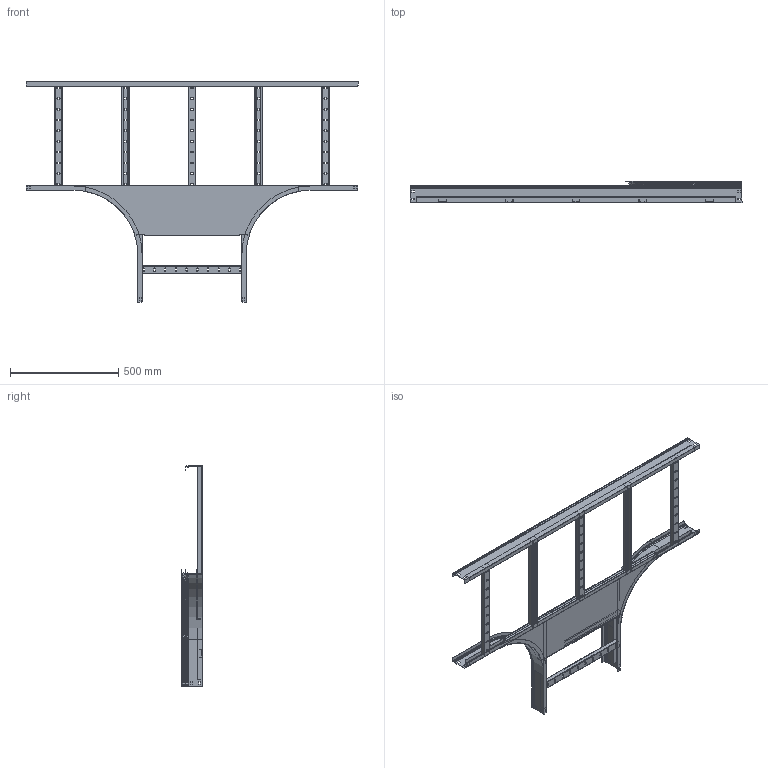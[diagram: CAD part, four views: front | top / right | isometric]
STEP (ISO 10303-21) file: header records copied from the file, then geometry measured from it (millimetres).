
FILE_DESCRIPTION (( 'STEP AP214' ), '1' );
FILE_NAME ('CRT04-4-80x500.STEP', '2021-03-10T06:20:40', ( '' ), ( '' ), 'SwSTEP 2.0', 'SolidWorks 2017', '' );
FILE_SCHEMA (( 'AUTOMOTIVE_DESIGN' ));
Length unit declared in the file: millimetre
Products named in the file (10): ÊÈÂÀ 195.01.05 Ï-ïðîôèëü_îòâ_ö_00_668.2; 岓臍 195.01.01_呧翲歑鍙 摳賧禖嶱闅槂鐻00_-01; ÊÈÂÀ 195.03.02_Ïëàñòèíà ñîåäèíèòåëüíàÿ_00_-03 (1474); 岓臍 195.01.20 捘 冓憵_闅槂鐻00_-03 (500); ÊÈÂÀ 195.03.01 Ëîíæåðîí ïðÿìîé_00_-08; 岓臍 195.03.10 捘 冓憵_00_-03 (1474x500); 岓臍 195.01.01_呧翲歑鍙 摳賧禖嶱闅槂鐻00_-02; ÊÈÂÀ 195.01.03_Ïëàíêà ïîïåðå÷íàÿ_00_-03; CRT04-4-80x500; ÊÈÂÀ 195.03.04 Ï-ïðîôèëü_00_-04 (1474)
Assembly tree (18 placements, depth 3):
  CRT04-4-80x500
    岓臍 195.03.10 捘 冓憵_00_-03 (1474x500)
      ÊÈÂÀ 195.03.04 Ï-ïðîôèëü_00_-04 (1474)  x2
      ÊÈÂÀ 195.01.03_Ïëàíêà ïîïåðå÷íàÿ_00_-03  x5
    ÊÈÂÀ 195.03.02_Ïëàñòèíà ñîåäèíèòåëüíàÿ_00_-03 (1474)  x2
    岓臍 195.01.20 捘 冓憵_闅槂鐻00_-03 (500)
      ÊÈÂÀ 195.01.05 Ï-ïðîôèëü_îòâ_ö_00_668.2  x2
      ÊÈÂÀ 195.01.03_Ïëàíêà ïîïåðå÷íàÿ_00_-03  x2
    岓臍 195.01.01_呧翲歑鍙 摳賧禖嶱闅槂鐻00_-01
    岓臍 195.01.01_呧翲歑鍙 摳賧禖嶱闅槂鐻00_-02
    ÊÈÂÀ 195.03.01 Ëîíæåðîí ïðÿìîé_00_-08
Bounding box: 1534 x 100.3 x 1017 mm (x, y, z)
Volume: 1586926.1 mm3; surface area: 2681350.4 mm2
Topology: 16 solids, 16 shells, 1058 faces, 2682 edges, 1656 vertices
Faces by surface type: plane 738, cylinder 300, torus 12, cone 8
Entity records: 14450 total; most frequent: DIRECTION 2430, CARTESIAN_POINT 2425, ORIENTED_EDGE 2388, EDGE_CURVE 1194, VECTOR 952, LINE 952, AXIS2_PLACEMENT_3D 739, VERTEX_POINT 734
